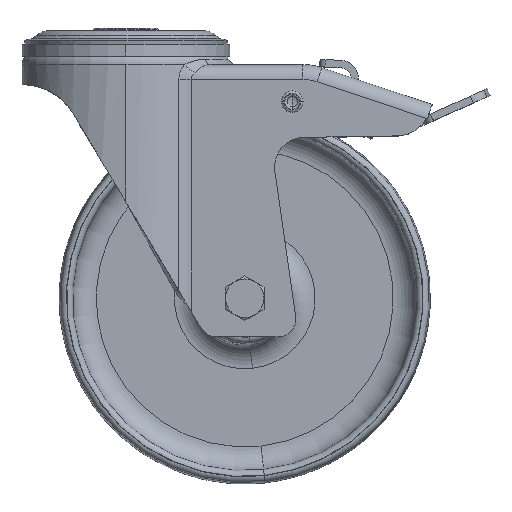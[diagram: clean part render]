
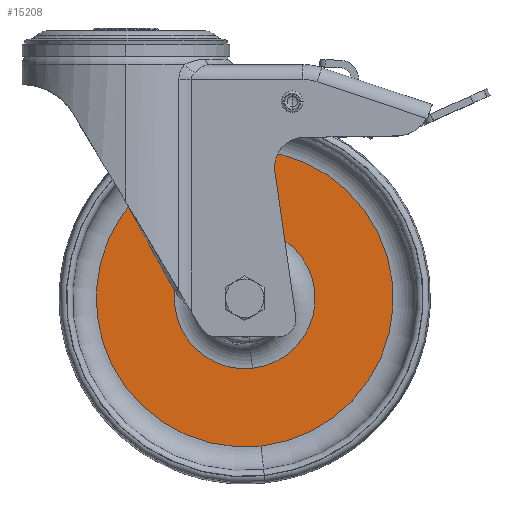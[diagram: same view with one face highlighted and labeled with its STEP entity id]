
A CAD part, top view. The second image highlights one B-rep face of the part: STEP entity #15208.
In plain terms, the highlighted planar face has unit normal (0, 0, 1).
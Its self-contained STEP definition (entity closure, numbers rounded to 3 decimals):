
#418 = CARTESIAN_POINT ( 'NONE',  ( 40., -91., 3. ) ) ;
#1142 = EDGE_CURVE ( 'NONE', #29736, #6732, #3298, .T. ) ;
#1796 = CARTESIAN_POINT ( 'NONE',  ( 40., -91., 3. ) ) ;
#1815 = AXIS2_PLACEMENT_3D ( 'NONE', #16102, #21221, #5373 ) ;
#1930 = CARTESIAN_POINT ( 'NONE',  ( 40., -91., 3. ) ) ;
#2665 = AXIS2_PLACEMENT_3D ( 'NONE', #1796, #16008, #3641 ) ;
#2781 = EDGE_CURVE ( 'NONE', #6732, #29736, #16009, .T. ) ;
#3298 = CIRCLE ( 'NONE', #14166, 23.692 ) ;
#3591 = CIRCLE ( 'NONE', #5046, 50. ) ;
#3626 = EDGE_LOOP ( 'NONE', ( #16717, #13134 ) ) ;
#3641 = DIRECTION ( 'NONE',  ( -0.11, 0.994, 0. ) ) ;
#3784 = VERTEX_POINT ( 'NONE', #10845 ) ;
#4608 = DIRECTION ( 'NONE',  ( 0., 0., -1. ) ) ;
#5046 = AXIS2_PLACEMENT_3D ( 'NONE', #1930, #6564, #13693 ) ;
#5373 = DIRECTION ( 'NONE',  ( -0.11, 0.994, 0. ) ) ;
#6322 = EDGE_CURVE ( 'NONE', #21507, #3784, #3591, .T. ) ;
#6564 = DIRECTION ( 'NONE',  ( 0., 0., 1. ) ) ;
#6732 = VERTEX_POINT ( 'NONE', #9451 ) ;
#8922 = DIRECTION ( 'NONE',  ( -0.11, 0.994, 0. ) ) ;
#8957 = EDGE_LOOP ( 'NONE', ( #12989, #10052 ) ) ;
#9451 = CARTESIAN_POINT ( 'NONE',  ( 42.602, -114.549, 3. ) ) ;
#9566 = AXIS2_PLACEMENT_3D ( 'NONE', #418, #24247, #14632 ) ;
#10052 = ORIENTED_EDGE ( 'NONE', *, *, #2781, .T. ) ;
#10693 = EDGE_CURVE ( 'NONE', #3784, #21507, #22960, .T. ) ;
#10845 = CARTESIAN_POINT ( 'NONE',  ( 34.508, -41.302, 3. ) ) ;
#12989 = ORIENTED_EDGE ( 'NONE', *, *, #1142, .T. ) ;
#13134 = ORIENTED_EDGE ( 'NONE', *, *, #6322, .T. ) ;
#13494 = FACE_BOUND ( 'NONE', #8957, .T. ) ;
#13693 = DIRECTION ( 'NONE',  ( -0.11, 0.994, 0. ) ) ;
#14166 = AXIS2_PLACEMENT_3D ( 'NONE', #21181, #4608, #8922 ) ;
#14632 = DIRECTION ( 'NONE',  ( -0.11, 0.994, 0. ) ) ;
#15208 = ADVANCED_FACE ( 'NONE', ( #13494, #23248 ), #18443, .T. ) ;
#16008 = DIRECTION ( 'NONE',  ( 0., 0., -1. ) ) ;
#16009 = CIRCLE ( 'NONE', #2665, 23.692 ) ;
#16102 = CARTESIAN_POINT ( 'NONE',  ( -17.649, -97.37, 3. ) ) ;
#16425 = CARTESIAN_POINT ( 'NONE',  ( 45.492, -140.698, 3. ) ) ;
#16717 = ORIENTED_EDGE ( 'NONE', *, *, #10693, .T. ) ;
#18443 = PLANE ( 'NONE',  #1815 ) ;
#21181 = CARTESIAN_POINT ( 'NONE',  ( 40., -91., 3. ) ) ;
#21221 = DIRECTION ( 'NONE',  ( 0., 0., 1. ) ) ;
#21507 = VERTEX_POINT ( 'NONE', #16425 ) ;
#22798 = CARTESIAN_POINT ( 'NONE',  ( 37.398, -67.451, 3. ) ) ;
#22960 = CIRCLE ( 'NONE', #9566, 50. ) ;
#23248 = FACE_OUTER_BOUND ( 'NONE', #3626, .T. ) ;
#24247 = DIRECTION ( 'NONE',  ( 0., 0., 1. ) ) ;
#29736 = VERTEX_POINT ( 'NONE', #22798 ) ;
